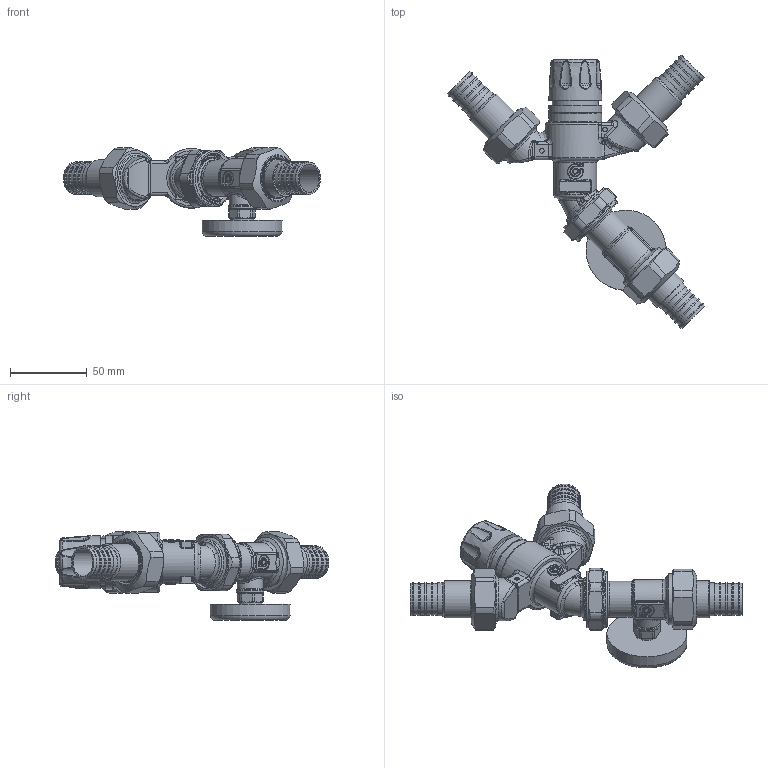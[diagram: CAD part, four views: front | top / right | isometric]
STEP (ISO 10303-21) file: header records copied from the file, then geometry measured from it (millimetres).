
FILE_DESCRIPTION(/* description */ (''),/* implementation_level */ '2;1');
FILE_NAME(/* name */ '520614AC 001_Simplify_1.stp',/* time_stamp */ '2025-07-31T15:10:01-05:00',/* author */ ('ischreiner'),/* organization */ (''),/* preprocessor_version */ 'ST-DEVELOPER v20',/* originating_system */ 'Autodesk Inventor 2025',/* authorisation */ '');
FILE_SCHEMA (('AUTOMOTIVE_DESIGN { 1 0 10303 214 3 1 1 }'));
Products named in the file (1): 520614AC 001_Simplify_1
Bounding box: 167.96 x 178.56 x 57.97 mm (x, y, z)
Volume: 236594.5 mm3; surface area: 78661.3 mm2
Topology: 11 solids, 11 shells, 2100 faces, 5062 edges, 2946 vertices
Faces by surface type: plane 583, cylinder 547, bspline 500, torus 242, cone 116, sphere 112
Full cylindrical faces by diameter (mm): 3 x2, 5.24 x2, 12.6 x2, 15.24 x1, 15.875 x1, 16.256 x2, 16.55 x2, 17 x1, 18 x1, 18.161 x3, 19.55 x2, 19.6 x4, 19.812 x1, 20.091 x4, 20.574 x2, 20.6 x2, 20.701 x12, 21.742 x15, 22 x2, 23.5 x1, 24 x1, 24.384 x3, 26.416 x3, 26.924 x3, 28 x2, 29.6 x1, 29.972 x3, 30.302 x3, 30.5 x1, 33.1 x4
Entity records: 99183 total; most frequent: CARTESIAN_POINT 51328, ORIENTED_EDGE 9852, DIRECTION 9083, EDGE_CURVE 4926, AXIS2_PLACEMENT_3D 3723, VERTEX_POINT 2946, EDGE_LOOP 2230, STYLED_ITEM 2111
